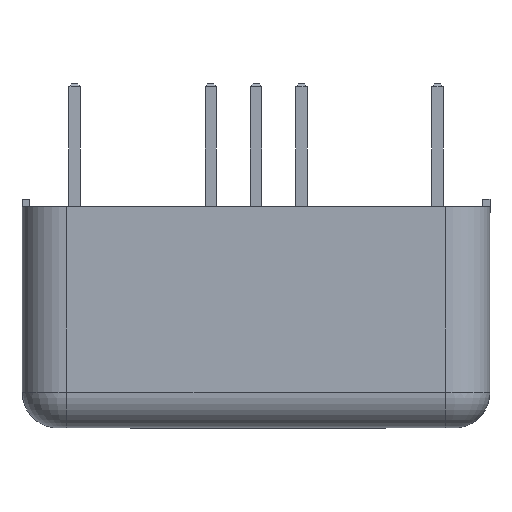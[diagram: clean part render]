
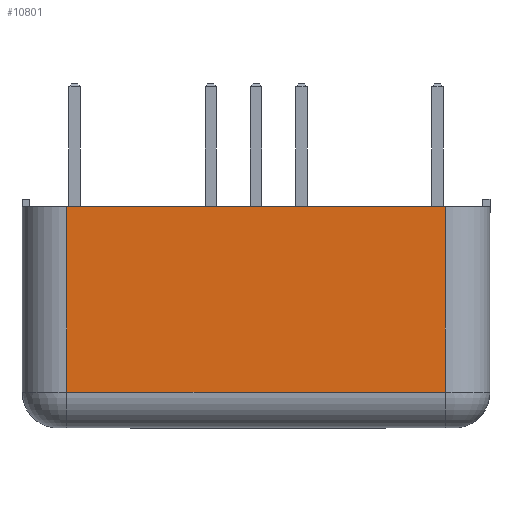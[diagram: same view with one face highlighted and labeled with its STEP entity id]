
A CAD part, left-side view. The second image highlights one B-rep face of the part: STEP entity #10801.
In plain terms, the highlighted face is planar.
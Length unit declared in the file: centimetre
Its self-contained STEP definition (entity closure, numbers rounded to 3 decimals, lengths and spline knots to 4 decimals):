
#1105=VECTOR('',#12746,1.);
#1113=VECTOR('',#12797,1.);
#1114=VECTOR('',#12806,1.);
#1115=VECTOR('',#12807,1.);
#2486=LINE('',#15697,#1105);
#2494=LINE('',#15747,#1113);
#2495=LINE('',#15753,#1114);
#2496=LINE('',#15754,#1115);
#3764=VERTEX_POINT('',#15696);
#3765=VERTEX_POINT('',#15698);
#3782=VERTEX_POINT('',#15739);
#3783=VERTEX_POINT('',#15746);
#5182=EDGE_CURVE('',#3765,#3764,#2486,.T.);
#5213=EDGE_CURVE('',#3782,#3783,#2494,.T.);
#5216=EDGE_CURVE('',#3782,#3765,#2495,.T.);
#5217=EDGE_CURVE('',#3783,#3764,#2496,.T.);
#7603=ORIENTED_EDGE('',*,*,#5213,.F.);
#7604=ORIENTED_EDGE('',*,*,#5216,.T.);
#7605=ORIENTED_EDGE('',*,*,#5182,.T.);
#7606=ORIENTED_EDGE('',*,*,#5217,.F.);
#9469=EDGE_LOOP('',(#7603,#7604,#7605,#7606));
#10162=FACE_BOUND('',#9469,.T.);
#10801=ADVANCED_FACE('',(#10162),#11332,.T.);
#11332=PLANE('',#17635);
#12746=DIRECTION('',(-0.383,0.924,0.));
#12797=DIRECTION('',(-0.383,0.924,0.));
#12805=DIRECTION('',(0.924,0.383,0.));
#12806=DIRECTION('',(0.,0.,-1.));
#12807=DIRECTION('',(0.,0.,-1.));
#15696=CARTESIAN_POINT('',(0.3546,0.3023,-1.24));
#15697=CARTESIAN_POINT('',(0.3546,0.3023,-1.24));
#15698=CARTESIAN_POINT('',(1.1666,-1.656,-1.24));
#15739=CARTESIAN_POINT('',(1.1666,-1.656,-0.2));
#15746=CARTESIAN_POINT('',(0.3546,0.3023,-0.2));
#15747=CARTESIAN_POINT('',(0.7606,-0.6768,-0.2));
#15752=CARTESIAN_POINT('',(0.7606,-0.6768,0.));
#15753=CARTESIAN_POINT('',(1.1666,-1.656,0.));
#15754=CARTESIAN_POINT('',(0.3546,0.3023,0.));
#17635=AXIS2_PLACEMENT_3D('',#15752,#12805,$);
